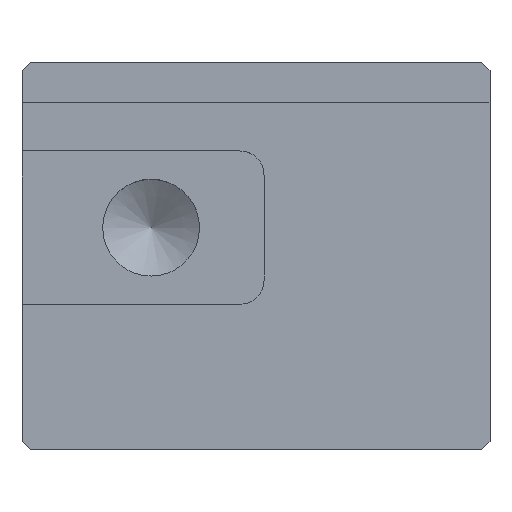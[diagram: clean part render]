
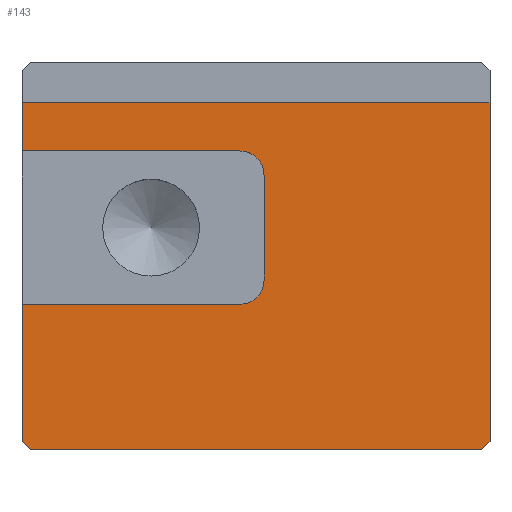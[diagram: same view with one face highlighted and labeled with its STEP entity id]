
A CAD part, top view. The second image highlights one B-rep face of the part: STEP entity #143.
In plain terms, the highlighted planar face has unit normal (0, 0, 1).
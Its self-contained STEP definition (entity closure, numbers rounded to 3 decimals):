
#115=FACE_OUTER_BOUND('',#394,.T.);
#143=ADVANCED_FACE('',(#115),#183,.T.);
#183=PLANE('',#798);
#227=LINE('',#1080,#303);
#231=LINE('',#1088,#307);
#233=LINE('',#1092,#309);
#234=LINE('',#1094,#310);
#235=LINE('',#1096,#311);
#236=LINE('',#1098,#312);
#237=LINE('',#1100,#313);
#238=LINE('',#1101,#314);
#239=LINE('',#1105,#315);
#240=LINE('',#1109,#316);
#303=VECTOR('',#877,1.);
#307=VECTOR('',#881,1.);
#309=VECTOR('',#885,1.);
#310=VECTOR('',#886,1.);
#311=VECTOR('',#887,1.);
#312=VECTOR('',#888,1.);
#313=VECTOR('',#889,1.);
#314=VECTOR('',#890,1.);
#315=VECTOR('',#893,1.);
#316=VECTOR('',#896,1.);
#394=EDGE_LOOP('',(#466,#467,#468,#469,#470,#471,#472,#473,#474,#475,#476,
#477));
#466=ORIENTED_EDGE('',*,*,#707,.T.);
#467=ORIENTED_EDGE('',*,*,#713,.T.);
#468=ORIENTED_EDGE('',*,*,#714,.T.);
#469=ORIENTED_EDGE('',*,*,#715,.T.);
#470=ORIENTED_EDGE('',*,*,#716,.T.);
#471=ORIENTED_EDGE('',*,*,#717,.F.);
#472=ORIENTED_EDGE('',*,*,#711,.T.);
#473=ORIENTED_EDGE('',*,*,#718,.T.);
#474=ORIENTED_EDGE('',*,*,#719,.T.);
#475=ORIENTED_EDGE('',*,*,#720,.T.);
#476=ORIENTED_EDGE('',*,*,#721,.T.);
#477=ORIENTED_EDGE('',*,*,#722,.T.);
#640=VERTEX_POINT('',#1079);
#641=VERTEX_POINT('',#1081);
#644=VERTEX_POINT('',#1087);
#645=VERTEX_POINT('',#1089);
#646=VERTEX_POINT('',#1093);
#647=VERTEX_POINT('',#1095);
#648=VERTEX_POINT('',#1097);
#649=VERTEX_POINT('',#1099);
#650=VERTEX_POINT('',#1102);
#651=VERTEX_POINT('',#1104);
#652=VERTEX_POINT('',#1106);
#653=VERTEX_POINT('',#1108);
#707=EDGE_CURVE('',#641,#640,#227,.T.);
#711=EDGE_CURVE('',#645,#644,#231,.T.);
#713=EDGE_CURVE('',#640,#646,#233,.T.);
#714=EDGE_CURVE('',#646,#647,#234,.T.);
#715=EDGE_CURVE('',#647,#648,#235,.T.);
#716=EDGE_CURVE('',#648,#649,#236,.T.);
#717=EDGE_CURVE('',#645,#649,#237,.T.);
#718=EDGE_CURVE('',#644,#650,#238,.T.);
#719=EDGE_CURVE('',#650,#651,#777,.T.);
#720=EDGE_CURVE('',#651,#652,#239,.T.);
#721=EDGE_CURVE('',#652,#653,#778,.T.);
#722=EDGE_CURVE('',#653,#641,#240,.T.);
#777=CIRCLE('',#796,3.);
#778=CIRCLE('',#797,3.);
#796=AXIS2_PLACEMENT_3D('',#1103,#891,#892);
#797=AXIS2_PLACEMENT_3D('',#1107,#894,#895);
#798=AXIS2_PLACEMENT_3D('',#1110,#897,#898);
#877=DIRECTION('',(0.,-1.,0.));
#881=DIRECTION('',(0.,-1.,0.));
#885=DIRECTION('',(0.707,-0.707,0.));
#886=DIRECTION('',(1.,0.,0.));
#887=DIRECTION('',(0.707,0.707,0.));
#888=DIRECTION('',(0.,1.,0.));
#889=DIRECTION('',(1.,0.,0.));
#890=DIRECTION('',(1.,0.,0.));
#891=DIRECTION('',(0.,0.,-1.));
#892=DIRECTION('',(1.,0.,0.));
#893=DIRECTION('',(0.,-1.,0.));
#894=DIRECTION('',(0.,0.,-1.));
#895=DIRECTION('',(1.,0.,0.));
#896=DIRECTION('',(-1.,0.,0.));
#897=DIRECTION('',(0.,0.,1.));
#898=DIRECTION('',(1.,0.,0.));
#1079=CARTESIAN_POINT('',(0.,1.,0.));
#1080=CARTESIAN_POINT('',(0.,48.,0.));
#1081=CARTESIAN_POINT('',(0.,18.,0.));
#1087=CARTESIAN_POINT('',(0.,37.,0.));
#1088=CARTESIAN_POINT('',(0.,48.,0.));
#1089=CARTESIAN_POINT('',(0.,43.,0.));
#1092=CARTESIAN_POINT('',(0.5,0.5,0.));
#1093=CARTESIAN_POINT('',(1.,0.,0.));
#1094=CARTESIAN_POINT('',(0.,0.,0.));
#1095=CARTESIAN_POINT('',(57.,0.,0.));
#1096=CARTESIAN_POINT('',(28.5,-28.5,0.));
#1097=CARTESIAN_POINT('',(58.,1.,0.));
#1098=CARTESIAN_POINT('',(58.,0.,0.));
#1099=CARTESIAN_POINT('',(58.,43.,0.));
#1100=CARTESIAN_POINT('',(0.,43.,0.));
#1101=CARTESIAN_POINT('',(0.,37.,0.));
#1102=CARTESIAN_POINT('',(27.,37.,0.));
#1103=CARTESIAN_POINT('',(27.,34.,0.));
#1104=CARTESIAN_POINT('',(30.,34.,0.));
#1105=CARTESIAN_POINT('',(30.,37.,0.));
#1106=CARTESIAN_POINT('',(30.,21.,0.));
#1107=CARTESIAN_POINT('',(27.,21.,0.));
#1108=CARTESIAN_POINT('',(27.,18.,0.));
#1109=CARTESIAN_POINT('',(30.,18.,0.));
#1110=CARTESIAN_POINT('',(0.,0.,0.));
